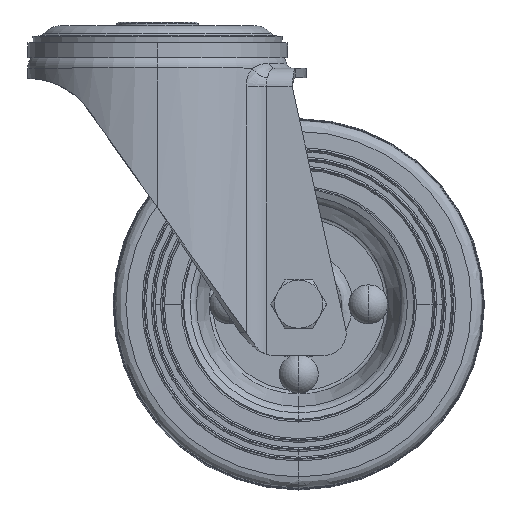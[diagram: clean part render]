
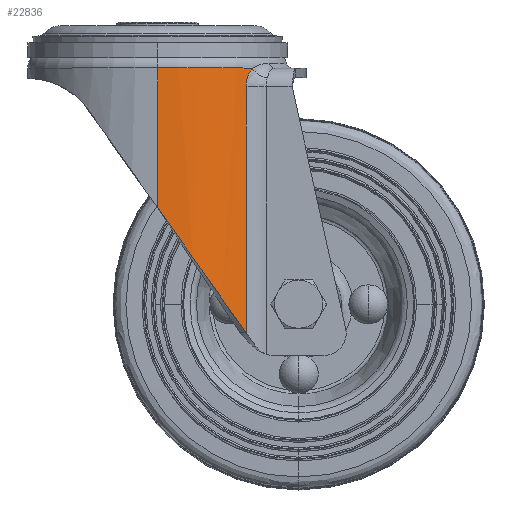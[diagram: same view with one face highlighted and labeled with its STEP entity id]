
A CAD part, top view. The second image highlights one B-rep face of the part: STEP entity #22836.
In plain terms, the highlighted cylindrical face has radius 35 mm (diameter 70 mm), a partial arc.
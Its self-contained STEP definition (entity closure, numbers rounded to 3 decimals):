
#326 = B_SPLINE_CURVE_WITH_KNOTS ( 'NONE', 3,
 ( #19461, #869, #17588, #19604, #5223, #21891, #1007, #17464, #25834, #21759, #11435, #19730, #7381, #9388, #11564, #17707, #25963, #19847, #17200, #25433, #6849, #5876, #14033 ),
 .UNSPECIFIED., .F., .F.,
 ( 4, 2, 1, 1, 1, 1, 2, 2, 2, 1, 1, 1, 2, 2, 4 ),
 ( 0., 0.125, 0.187, 0.219, 0.234, 0.242, 0.246, 0.25, 0.375, 0.437, 0.469, 0.484, 0.492, 0.5, 1. ),
 .UNSPECIFIED. ) ;
#869 = CARTESIAN_POINT ( 'NONE',  ( 23.825, -17.317, 25.639 ) ) ;
#1007 = CARTESIAN_POINT ( 'NONE',  ( 23.886, -16.477, 25.582 ) ) ;
#1210 = CARTESIAN_POINT ( 'NONE',  ( 12.652, -67.88, 32.652 ) ) ;
#2444 = ORIENTED_EDGE ( 'NONE', *, *, #9876, .T. ) ;
#3075 = CYLINDRICAL_SURFACE ( 'NONE', #3323, 35. ) ;
#3131 = CIRCLE ( 'NONE', #4019, 35. ) ;
#3278 = CARTESIAN_POINT ( 'NONE',  ( 1.231, -51.753, 34.999 ) ) ;
#3323 = AXIS2_PLACEMENT_3D ( 'NONE', #15441, #25442, #4975 ) ;
#3373 = DIRECTION ( 'NONE',  ( 0.729, 0., 0.684 ) ) ;
#3652 = CARTESIAN_POINT ( 'NONE',  ( 23.825, -17.5, 25.639 ) ) ;
#3765 = CARTESIAN_POINT ( 'NONE',  ( 23.825, -61.604, 25.64 ) ) ;
#4019 = AXIS2_PLACEMENT_3D ( 'NONE', #14068, #20159, #3373 ) ;
#4518 = EDGE_CURVE ( 'NONE', #19872, #22196, #3131, .T. ) ;
#4887 = VECTOR ( 'NONE', #7629, 1000. ) ;
#4975 = DIRECTION ( 'NONE',  ( 0., 0., -1. ) ) ;
#5194 = CARTESIAN_POINT ( 'NONE',  ( 0., -111.94, 35. ) ) ;
#5223 = CARTESIAN_POINT ( 'NONE',  ( 23.86, -16.719, 25.607 ) ) ;
#5640 = CARTESIAN_POINT ( 'NONE',  ( 23.825, -83.656, 25.64 ) ) ;
#5876 = CARTESIAN_POINT ( 'NONE',  ( 24.942, -13.153, 24.57 ) ) ;
#6149 = ORIENTED_EDGE ( 'NONE', *, *, #19246, .F. ) ;
#6849 = CARTESIAN_POINT ( 'NONE',  ( 24.483, -14.029, 25.015 ) ) ;
#7381 = CARTESIAN_POINT ( 'NONE',  ( 23.966, -15.929, 25.508 ) ) ;
#7464 = CARTESIAN_POINT ( 'NONE',  ( 6.047, -58.554, 34.494 ) ) ;
#7629 = DIRECTION ( 'NONE',  ( 0., 1., 0. ) ) ;
#8369 = B_SPLINE_CURVE_WITH_KNOTS ( 'NONE', 3,
 ( #24603, #18013, #3765, #5640 ),
 .UNSPECIFIED., .F., .F.,
 ( 4, 4 ),
 ( 0., 1. ),
 .UNSPECIFIED. ) ;
#9388 = CARTESIAN_POINT ( 'NONE',  ( 24.039, -15.586, 25.439 ) ) ;
#9399 = CARTESIAN_POINT ( 'NONE',  ( 25.531, -12.414, 23.941 ) ) ;
#9497 = LINE ( 'NONE', #5194, #4887 ) ;
#9876 = EDGE_CURVE ( 'NONE', #10789, #19872, #326, .T. ) ;
#10267 = ORIENTED_EDGE ( 'NONE', *, *, #12808, .F. ) ;
#10779 = FACE_OUTER_BOUND ( 'NONE', #10841, .T. ) ;
#10789 = VERTEX_POINT ( 'NONE', #3652 ) ;
#10841 = EDGE_LOOP ( 'NONE', ( #23801, #6149, #10267, #2444, #13020 ) ) ;
#11375 = CARTESIAN_POINT ( 'NONE',  ( 4.867, -56.887, 34.682 ) ) ;
#11414 = B_SPLINE_CURVE_WITH_KNOTS ( 'NONE', 3,
 ( #18065, #20076, #22089, #13445, #23862, #1210, #26165, #13577, #17534, #7464, #11375, #19667, #3278, #21956 ),
 .UNSPECIFIED., .F., .F.,
 ( 4, 2, 2, 2, 2, 2, 4 ),
 ( 0., 0.25, 0.5, 0.625, 0.75, 0.875, 1. ),
 .UNSPECIFIED. ) ;
#11435 = CARTESIAN_POINT ( 'NONE',  ( 23.895, -16.403, 25.574 ) ) ;
#11564 = CARTESIAN_POINT ( 'NONE',  ( 24.078, -15.416, 25.402 ) ) ;
#11924 = VERTEX_POINT ( 'NONE', #19195 ) ;
#12808 = EDGE_CURVE ( 'NONE', #10789, #11924, #8369, .T. ) ;
#13020 = ORIENTED_EDGE ( 'NONE', *, *, #4518, .T. ) ;
#13445 = CARTESIAN_POINT ( 'NONE',  ( 17.489, -74.71, 30.385 ) ) ;
#13577 = CARTESIAN_POINT ( 'NONE',  ( 9.46, -63.373, 33.716 ) ) ;
#14033 = CARTESIAN_POINT ( 'NONE',  ( 25.531, -12.414, 23.941 ) ) ;
#14068 = CARTESIAN_POINT ( 'NONE',  ( 0., -12.414, 0. ) ) ;
#14260 = VERTEX_POINT ( 'NONE', #21976 ) ;
#15441 = CARTESIAN_POINT ( 'NONE',  ( 0., -111.94, 0. ) ) ;
#17200 = CARTESIAN_POINT ( 'NONE',  ( 24.178, -15.052, 25.306 ) ) ;
#17464 = CARTESIAN_POINT ( 'NONE',  ( 23.891, -16.436, 25.578 ) ) ;
#17534 = CARTESIAN_POINT ( 'NONE',  ( 8.344, -61.797, 34.011 ) ) ;
#17588 = CARTESIAN_POINT ( 'NONE',  ( 23.831, -17.133, 25.634 ) ) ;
#17707 = CARTESIAN_POINT ( 'NONE',  ( 24.13, -15.219, 25.352 ) ) ;
#18013 = CARTESIAN_POINT ( 'NONE',  ( 23.825, -39.552, 25.639 ) ) ;
#18065 = CARTESIAN_POINT ( 'NONE',  ( 23.825, -83.656, 25.64 ) ) ;
#19195 = CARTESIAN_POINT ( 'NONE',  ( 23.825, -83.656, 25.64 ) ) ;
#19246 = EDGE_CURVE ( 'NONE', #11924, #14260, #11414, .T. ) ;
#19461 = CARTESIAN_POINT ( 'NONE',  ( 23.825, -17.5, 25.639 ) ) ;
#19604 = CARTESIAN_POINT ( 'NONE',  ( 23.849, -16.857, 25.617 ) ) ;
#19667 = CARTESIAN_POINT ( 'NONE',  ( 2.458, -53.485, 34.934 ) ) ;
#19730 = CARTESIAN_POINT ( 'NONE',  ( 23.927, -16.161, 25.544 ) ) ;
#19847 = CARTESIAN_POINT ( 'NONE',  ( 24.17, -15.08, 25.314 ) ) ;
#19872 = VERTEX_POINT ( 'NONE', #9399 ) ;
#20076 = CARTESIAN_POINT ( 'NONE',  ( 22.425, -81.679, 26.94 ) ) ;
#20159 = DIRECTION ( 'NONE',  ( 0., -1., 0. ) ) ;
#21759 = CARTESIAN_POINT ( 'NONE',  ( 23.895, -16.407, 25.574 ) ) ;
#21891 = CARTESIAN_POINT ( 'NONE',  ( 23.877, -16.558, 25.591 ) ) ;
#21956 = CARTESIAN_POINT ( 'NONE',  ( 0., -50.015, 35. ) ) ;
#21976 = CARTESIAN_POINT ( 'NONE',  ( 0., -50.015, 35. ) ) ;
#22089 = CARTESIAN_POINT ( 'NONE',  ( 20.875, -79.491, 28.166 ) ) ;
#22196 = VERTEX_POINT ( 'NONE', #24364 ) ;
#22836 = ADVANCED_FACE ( 'NONE', ( #10779 ), #3075, .T. ) ;
#23700 = EDGE_CURVE ( 'NONE', #14260, #22196, #9497, .T. ) ;
#23801 = ORIENTED_EDGE ( 'NONE', *, *, #23700, .F. ) ;
#23862 = CARTESIAN_POINT ( 'NONE',  ( 15.649, -72.112, 31.382 ) ) ;
#24364 = CARTESIAN_POINT ( 'NONE',  ( 0., -12.414, 35. ) ) ;
#24603 = CARTESIAN_POINT ( 'NONE',  ( 23.825, -17.5, 25.639 ) ) ;
#25433 = CARTESIAN_POINT ( 'NONE',  ( 24.182, -15.04, 25.303 ) ) ;
#25442 = DIRECTION ( 'NONE',  ( 0., 1., 0. ) ) ;
#25834 = CARTESIAN_POINT ( 'NONE',  ( 23.893, -16.419, 25.576 ) ) ;
#25963 = CARTESIAN_POINT ( 'NONE',  ( 24.158, -15.122, 25.326 ) ) ;
#26165 = CARTESIAN_POINT ( 'NONE',  ( 11.614, -66.414, 33.037 ) ) ;
